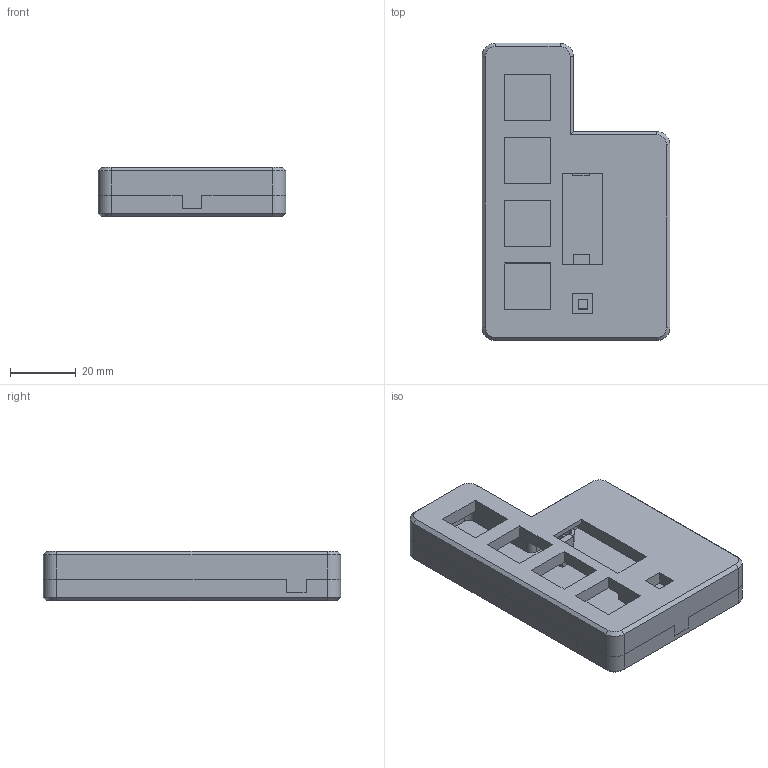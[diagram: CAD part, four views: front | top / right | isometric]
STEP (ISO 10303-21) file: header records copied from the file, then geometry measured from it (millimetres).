
FILE_DESCRIPTION(('FreeCAD Model'),'2;1');
FILE_NAME('Open CASCADE Shape Model','2022-02-27T21:37:43',(''),(''), 'Open CASCADE STEP processor 7.6','FreeCAD','Unknown');
FILE_SCHEMA(('AUTOMOTIVE_DESIGN { 1 0 10303 214 1 1 1 1 }'));
Length unit declared in the file: millimetre
Products named in the file (3): case; case_top; case_bottom
Assembly tree (2 placements, depth 2):
  case
    case_top
    case_bottom
Bounding box: 57.02 x 90.3 x 15 mm (x, y, z)
Volume: 26793.2 mm3; surface area: 23948.8 mm2
Topology: 2 solids, 2 shells, 203 faces, 546 edges, 358 vertices
Faces by surface type: plane 157, cylinder 36, cone 10
Full cylindrical faces by diameter (mm): 3 x4, 5.1 x2
Entity records: 13575 total; most frequent: CARTESIAN_POINT 2390, DIRECTION 2109, LINE 1462, VECTOR 1462, ORIENTED_EDGE 1092, PCURVE 1092, DEFINITIONAL_REPRESENTATION 1092, EDGE_CURVE 546
